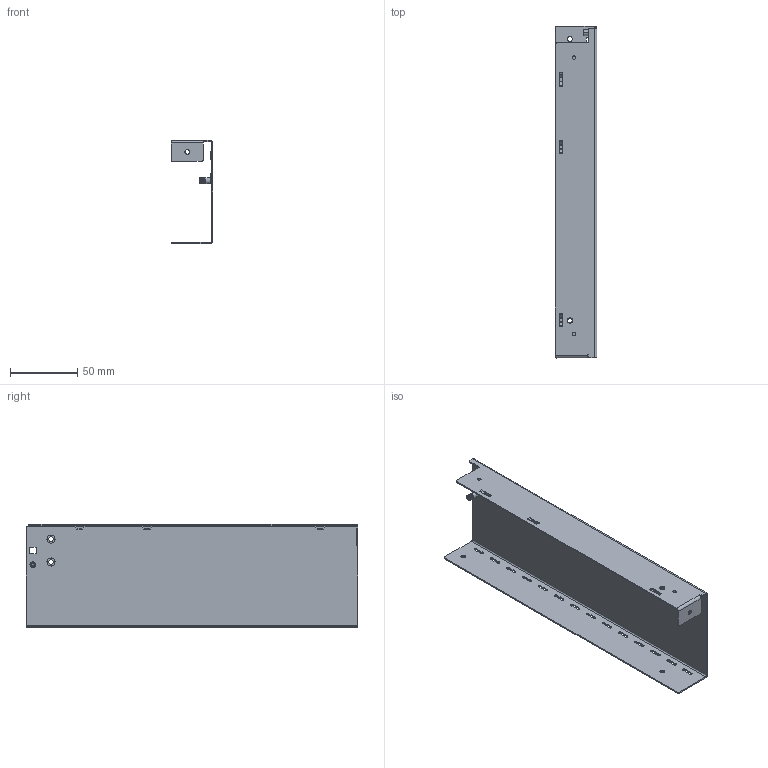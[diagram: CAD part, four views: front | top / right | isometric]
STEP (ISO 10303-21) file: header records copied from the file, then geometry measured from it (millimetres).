
FILE_DESCRIPTION (( 'STEP AP203' ), '1' );
FILE_NAME ('SL1-104-MA_v002 PLECH VNITØNÍ U LEVÝ LIS.STEP', '2019-05-15T05:56:37', ( '' ), ( '' ), 'SwSTEP 2.0', 'SolidWorks 2017', '' );
FILE_SCHEMA (( 'CONFIG_CONTROL_DESIGN' ));
Length unit declared in the file: millimetre
Products named in the file (3): SL1-004-MA_v002 PLECH VNITRNI U LEVY; CFBSOM3-10; SL1-104-MA_v002 PLECH VNITØNÍ U LEVÝ LIS
Assembly tree (2 placements, depth 2):
  SL1-104-MA_v002 PLECH VNITØNÍ U LEVÝ LIS
    SL1-004-MA_v002 PLECH VNITRNI U LEVY
    CFBSOM3-10
Bounding box: 31 x 246.3 x 76.8 mm (x, y, z)
Volume: 33206.1 mm3; surface area: 67778.5 mm2
Topology: 2 solids, 2 shells, 236 faces, 651 edges, 418 vertices
Faces by surface type: cylinder 109, plane 107, bspline 11, cone 9
Entity records: 10435 total; most frequent: CARTESIAN_POINT 3986, ORIENTED_EDGE 1298, DIRECTION 1253, EDGE_CURVE 649, AXIS2_PLACEMENT_3D 432, VERTEX_POINT 418, LINE 389, VECTOR 389
